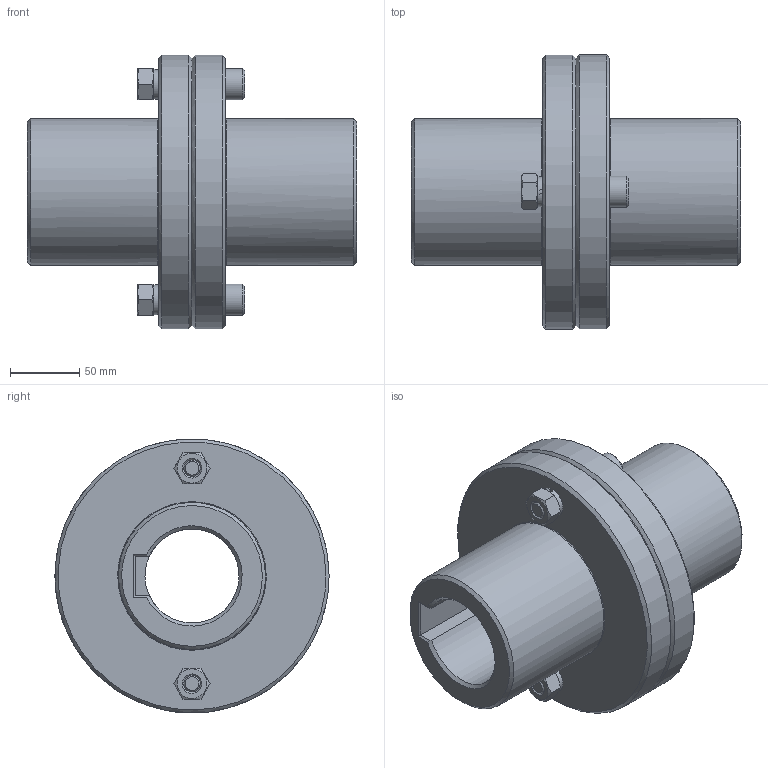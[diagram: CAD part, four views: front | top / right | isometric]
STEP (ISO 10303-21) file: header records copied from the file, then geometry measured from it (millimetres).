
FILE_DESCRIPTION(('FreeCAD Model'),'2;1');
FILE_NAME('Open CASCADE Shape Model','2025-05-29T20:13:03',('FreeCAD'),( 'FreeCAD'),'Open CASCADE STEP processor 7.6','FreeCAD','Unknown');
FILE_SCHEMA(('AUTOMOTIVE_DESIGN { 1 0 10303 214 1 1 1 1 }'));
Length unit declared in the file: millimetre
Products named in the file (1): Open CASCADE STEP translator 7.6 1
Bounding box: 237.99 x 198.32 x 198.15 mm (x, y, z)
Volume: 2271767.4 mm3; surface area: 270839.4 mm2
Topology: 8 solids, 8 shells, 126 faces, 274 edges, 170 vertices
Faces by surface type: bspline 126
Entity records: 5436 total; most frequent: CARTESIAN_POINT 3749, ORIENTED_EDGE 544, EDGE_CURVE 272, VERTEX_POINT 170, B_SPLINE_CURVE_WITH_KNOTS 170, FACE_BOUND 150, EDGE_LOOP 150, ADVANCED_FACE 126
